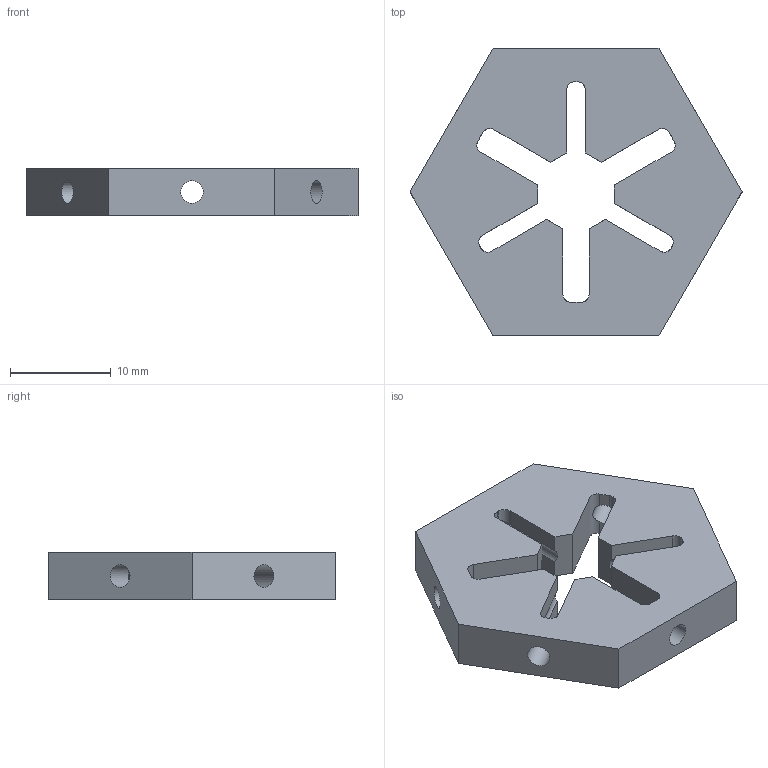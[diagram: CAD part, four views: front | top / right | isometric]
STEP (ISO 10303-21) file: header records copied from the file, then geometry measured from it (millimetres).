
FILE_DESCRIPTION(/* description */ (''),/* implementation_level */ '2;1');
FILE_NAME(/* name */ 'AluminumCapacitorJig.step',/* time_stamp */ '2022-08-10T09:43:11-04:00',/* author */ (''),/* organization */ (''),/* preprocessor_version */ 'ST-DEVELOPER v19',/* originating_system */ 'Autodesk Translation Framework v11.7.0.108',/* authorisation */ '');
FILE_SCHEMA (('AUTOMOTIVE_DESIGN { 1 0 10303 214 3 1 1 }'));
Length unit declared in the file: inch
Products named in the file (1): AluminumCapacitorJig
Bounding box: 33 x 28.57 x 4.76 mm (x, y, z)
Volume: 2609.2 mm3; surface area: 2217.9 mm2
Topology: 1 solids, 1 shells, 68 faces, 216 edges, 144 vertices
Faces by surface type: plane 44, cylinder 24
Full cylindrical faces by diameter (mm): 2.261 x1, 2.271 x5
Entity records: 2655 total; most frequent: CARTESIAN_POINT 663, ORIENTED_EDGE 432, DIRECTION 390, EDGE_CURVE 216, LINE 144, VECTOR 144, VERTEX_POINT 144, AXIS2_PLACEMENT_3D 123
